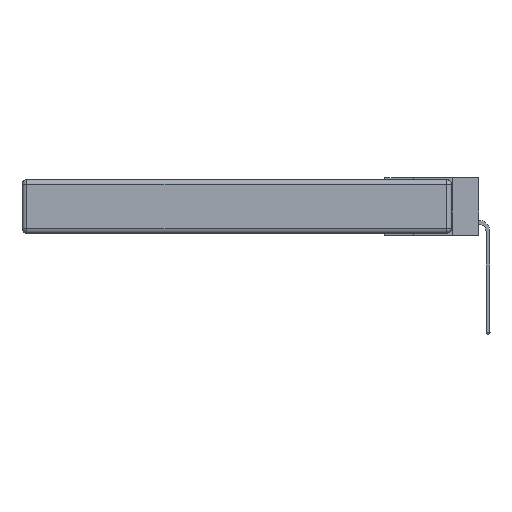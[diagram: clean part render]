
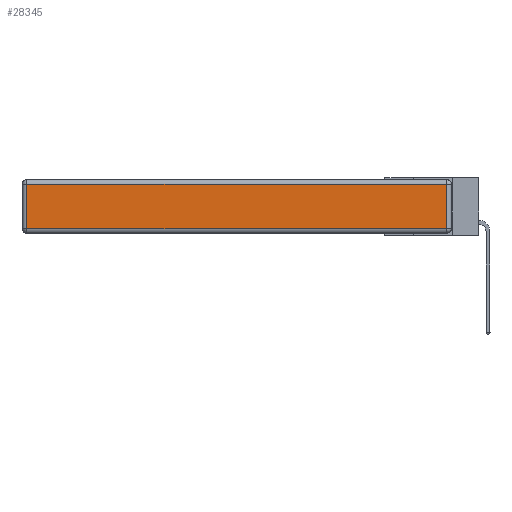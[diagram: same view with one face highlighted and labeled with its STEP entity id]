
A CAD part, left-side view. The second image highlights one B-rep face of the part: STEP entity #28345.
In plain terms, the highlighted planar face has unit normal (-1, 0, 0).
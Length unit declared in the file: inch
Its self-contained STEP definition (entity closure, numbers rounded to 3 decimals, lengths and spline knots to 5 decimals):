
#2669 = EDGE_CURVE ( 'NONE', #20287, #23000, #4906, .T. ) ;
#4105 = CARTESIAN_POINT ( 'NONE',  ( 0., 0.03, -0.03 ) ) ;
#4906 = LINE ( 'NONE', #11577, #31099 ) ;
#5704 = ORIENTED_EDGE ( 'NONE', *, *, #22448, .T. ) ;
#6831 = VERTEX_POINT ( 'NONE', #9243 ) ;
#7996 = LINE ( 'NONE', #12441, #24041 ) ;
#8120 = ORIENTED_EDGE ( 'NONE', *, *, #22608, .T. ) ;
#9243 = CARTESIAN_POINT ( 'NONE',  ( 0., 2.72, -0.313 ) ) ;
#9850 = CARTESIAN_POINT ( 'NONE',  ( 0., 0., -0.343 ) ) ;
#9951 = DIRECTION ( 'NONE',  ( -1., 0., 0. ) ) ;
#10453 = EDGE_LOOP ( 'NONE', ( #5704, #8120, #24068, #19411 ) ) ;
#10714 = AXIS2_PLACEMENT_3D ( 'NONE', #9850, #9951, #14854 ) ;
#10935 = DIRECTION ( 'NONE',  ( 0., -1., 0. ) ) ;
#11577 = CARTESIAN_POINT ( 'NONE',  ( 0., 2.75, -0.03 ) ) ;
#11927 = PLANE ( 'NONE',  #10714 ) ;
#12441 = CARTESIAN_POINT ( 'NONE',  ( 0., 2.72, -0.343 ) ) ;
#12559 = FACE_OUTER_BOUND ( 'NONE', #10453, .T. ) ;
#13847 = DIRECTION ( 'NONE',  ( 0., 1., 0. ) ) ;
#14163 = VECTOR ( 'NONE', #29412, 39.37008 ) ;
#14465 = VERTEX_POINT ( 'NONE', #20992 ) ;
#14854 = DIRECTION ( 'NONE',  ( 0., 0., 1. ) ) ;
#16147 = CARTESIAN_POINT ( 'NONE',  ( 0., 0., -0.313 ) ) ;
#17316 = EDGE_CURVE ( 'NONE', #23000, #6831, #7996, .T. ) ;
#19411 = ORIENTED_EDGE ( 'NONE', *, *, #17316, .T. ) ;
#19673 = CARTESIAN_POINT ( 'NONE',  ( 0., 0.03, -0.343 ) ) ;
#20287 = VERTEX_POINT ( 'NONE', #4105 ) ;
#20992 = CARTESIAN_POINT ( 'NONE',  ( 0., 0.03, -0.313 ) ) ;
#22448 = EDGE_CURVE ( 'NONE', #6831, #14465, #25126, .T. ) ;
#22532 = DIRECTION ( 'NONE',  ( 0., 0., -1. ) ) ;
#22608 = EDGE_CURVE ( 'NONE', #14465, #20287, #23972, .T. ) ;
#23000 = VERTEX_POINT ( 'NONE', #23273 ) ;
#23273 = CARTESIAN_POINT ( 'NONE',  ( 0., 2.72, -0.03 ) ) ;
#23972 = LINE ( 'NONE', #19673, #14163 ) ;
#24041 = VECTOR ( 'NONE', #22532, 39.37008 ) ;
#24068 = ORIENTED_EDGE ( 'NONE', *, *, #2669, .T. ) ;
#25126 = LINE ( 'NONE', #16147, #30205 ) ;
#28345 = ADVANCED_FACE ( 'NONE', ( #12559 ), #11927, .T. ) ;
#29412 = DIRECTION ( 'NONE',  ( 0., 0., 1. ) ) ;
#30205 = VECTOR ( 'NONE', #10935, 39.37008 ) ;
#31099 = VECTOR ( 'NONE', #13847, 39.37008 ) ;
